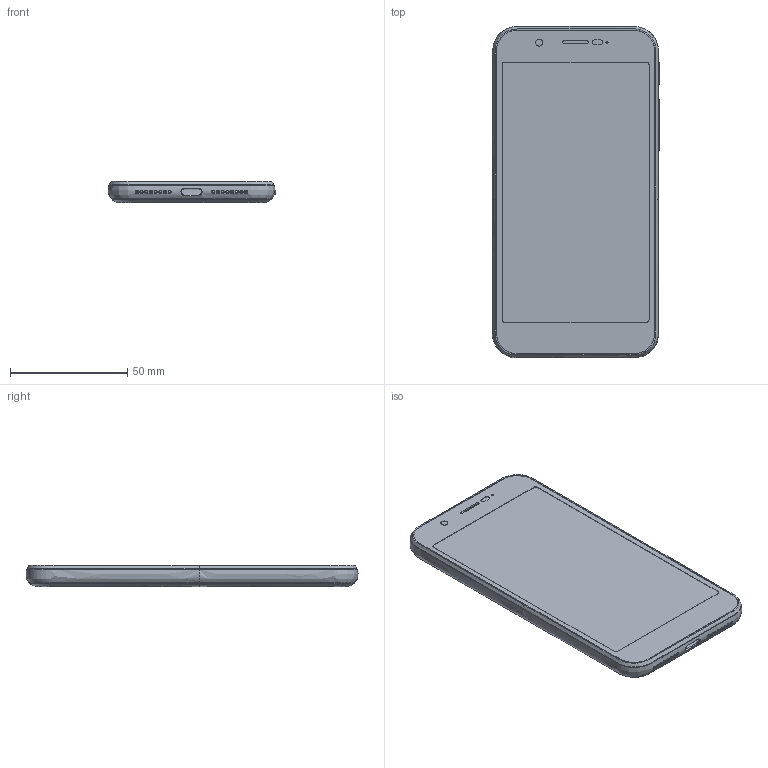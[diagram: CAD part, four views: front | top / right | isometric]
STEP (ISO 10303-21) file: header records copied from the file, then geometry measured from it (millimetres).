
FILE_DESCRIPTION(/* description */ (''),/* implementation_level */ '2;1');
FILE_NAME(/* name */ 'SHIFT5~1',/* time_stamp */ '2021-02-09T09:49:06+01:00',/* author */ (''),/* organization */ (''),/* preprocessor_version */ 'ST-DEVELOPER v15',/* originating_system */ '',/* authorisation */ '');
FILE_SCHEMA (('AUTOMOTIVE_DESIGN'));
Length unit declared in the file: millimetre
Products named in the file (1): Document
Bounding box: 71.58 x 141.63 x 9.05 mm (x, y, z)
Volume: 11831.5 mm3; surface area: 80194.5 mm2
Topology: 7 solids, 9 shells, 253 faces, 605 edges, 375 vertices
Faces by surface type: bspline 193, plane 60
Entity records: 29115 total; most frequent: CARTESIAN_POINT 25378, ORIENTED_EDGE 1144, EDGE_CURVE 602, B_SPLINE_CURVE_WITH_KNOTS 444, VERTEX_POINT 373, EDGE_LOOP 293, ADVANCED_FACE 253, FACE_OUTER_BOUND 253
